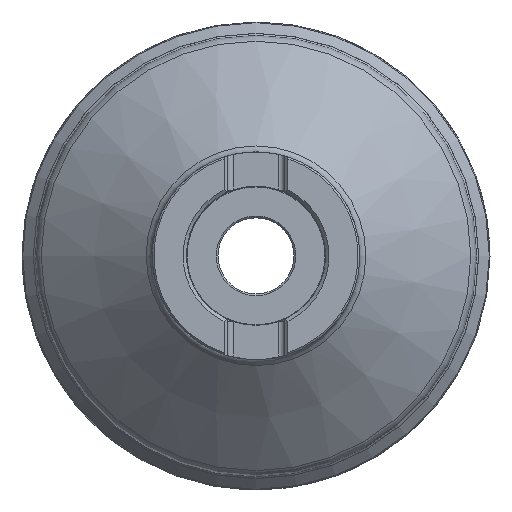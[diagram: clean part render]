
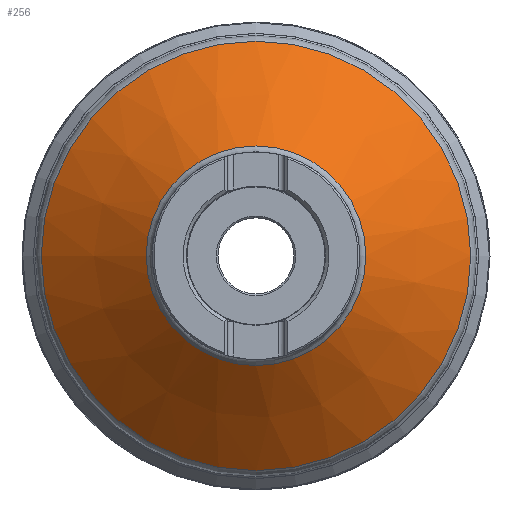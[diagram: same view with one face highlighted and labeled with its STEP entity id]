
A CAD part, top view. The second image highlights one B-rep face of the part: STEP entity #256.
In plain terms, the highlighted conical face has half-angle 48.905 degrees and reference radius 30 mm.
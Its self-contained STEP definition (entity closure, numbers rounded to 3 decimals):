
#208=CONICAL_SURFACE('',#1363,30.,48.905);
#256=ADVANCED_FACE('',(#549,#550),#208,.T.);
#448=CIRCLE('',#1361,62.015);
#449=CIRCLE('',#1362,31.713);
#549=FACE_BOUND('',#671,.T.);
#550=FACE_BOUND('',#672,.T.);
#671=EDGE_LOOP('',(#846));
#672=EDGE_LOOP('',(#847));
#846=ORIENTED_EDGE('',*,*,#1216,.T.);
#847=ORIENTED_EDGE('',*,*,#1217,.T.);
#1098=VERTEX_POINT('',#2245);
#1099=VERTEX_POINT('',#2247);
#1216=EDGE_CURVE('',#1098,#1098,#448,.T.);
#1217=EDGE_CURVE('',#1099,#1099,#449,.T.);
#1361=AXIS2_PLACEMENT_3D('',#2244,#1615,#1616);
#1362=AXIS2_PLACEMENT_3D('',#2246,#1617,#1618);
#1363=AXIS2_PLACEMENT_3D('',#2248,#1619,#1620);
#1615=DIRECTION('',(0.,0.,1.));
#1616=DIRECTION('',(1.,0.,0.));
#1617=DIRECTION('',(0.,0.,-1.));
#1618=DIRECTION('',(-1.,0.,0.));
#1619=DIRECTION('',(0.,0.,-1.));
#1620=DIRECTION('',(-1.,0.,0.));
#2244=CARTESIAN_POINT('',(0.,0.,-40.924));
#2245=CARTESIAN_POINT('',(62.015,0.,-40.924));
#2246=CARTESIAN_POINT('',(0.,0.,-14.494));
#2247=CARTESIAN_POINT('',(-31.713,0.,-14.494));
#2248=CARTESIAN_POINT('',(0.,0.,-13.));
